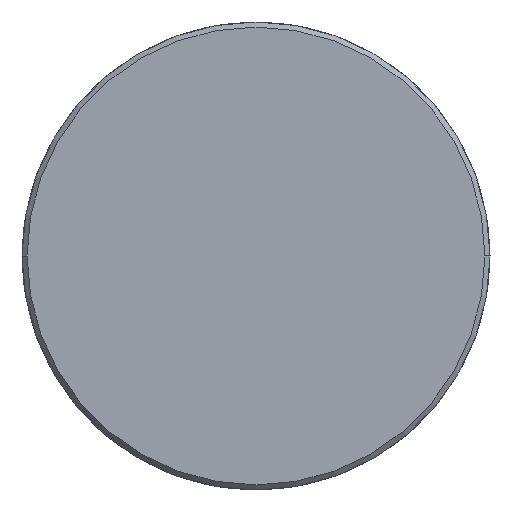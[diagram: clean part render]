
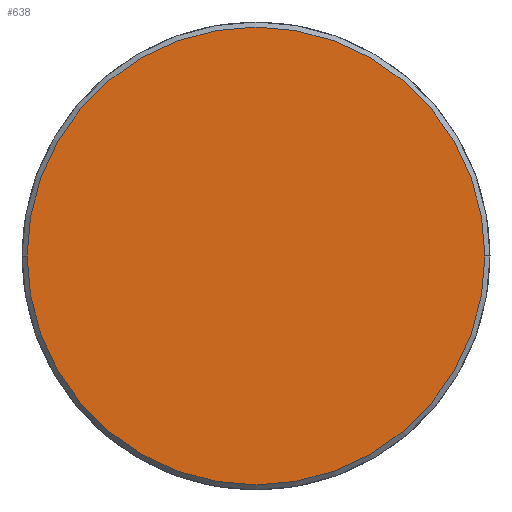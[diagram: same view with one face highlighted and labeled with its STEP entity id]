
A CAD part, left-side view. The second image highlights one B-rep face of the part: STEP entity #638.
In plain terms, the highlighted planar face has unit normal (-1, 0, 0).
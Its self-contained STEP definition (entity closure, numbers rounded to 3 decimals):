
#11 = CIRCLE ( 'NONE', #659, 112.5 ) ;
#103 = AXIS2_PLACEMENT_3D ( 'NONE', #942, #2629, #3483 ) ;
#240 = DIRECTION ( 'NONE',  ( 1., 0., 0. ) ) ;
#370 = FACE_OUTER_BOUND ( 'NONE', #1777, .T. ) ;
#617 = ORIENTED_EDGE ( 'NONE', *, *, #3277, .T. ) ;
#638 = ADVANCED_FACE ( 'NONE', ( #370 ), #2589, .F. ) ;
#659 = AXIS2_PLACEMENT_3D ( 'NONE', #3160, #2864, #1185 ) ;
#812 = DIRECTION ( 'NONE',  ( 0., 0., -1. ) ) ;
#942 = CARTESIAN_POINT ( 'NONE',  ( -446.9, 0., 0. ) ) ;
#1101 = ORIENTED_EDGE ( 'NONE', *, *, #2805, .T. ) ;
#1185 = DIRECTION ( 'NONE',  ( 0., 1., 0. ) ) ;
#1304 = CIRCLE ( 'NONE', #103, 112.5 ) ;
#1531 = AXIS2_PLACEMENT_3D ( 'NONE', #3129, #240, #812 ) ;
#1777 = EDGE_LOOP ( 'NONE', ( #617, #1101 ) ) ;
#2589 = PLANE ( 'NONE',  #1531 ) ;
#2629 = DIRECTION ( 'NONE',  ( -1., 0., 0. ) ) ;
#2720 = CARTESIAN_POINT ( 'NONE',  ( -446.9, 112.5, 0. ) ) ;
#2805 = EDGE_CURVE ( 'NONE', #3107, #2982, #1304, .T. ) ;
#2864 = DIRECTION ( 'NONE',  ( -1., 0., 0. ) ) ;
#2982 = VERTEX_POINT ( 'NONE', #2720 ) ;
#3107 = VERTEX_POINT ( 'NONE', #3650 ) ;
#3129 = CARTESIAN_POINT ( 'NONE',  ( -446.9, -113.85, 113.85 ) ) ;
#3160 = CARTESIAN_POINT ( 'NONE',  ( -446.9, 0., 0. ) ) ;
#3277 = EDGE_CURVE ( 'NONE', #2982, #3107, #11, .T. ) ;
#3483 = DIRECTION ( 'NONE',  ( 0., 1., 0. ) ) ;
#3650 = CARTESIAN_POINT ( 'NONE',  ( -446.9, -112.5, 0. ) ) ;
